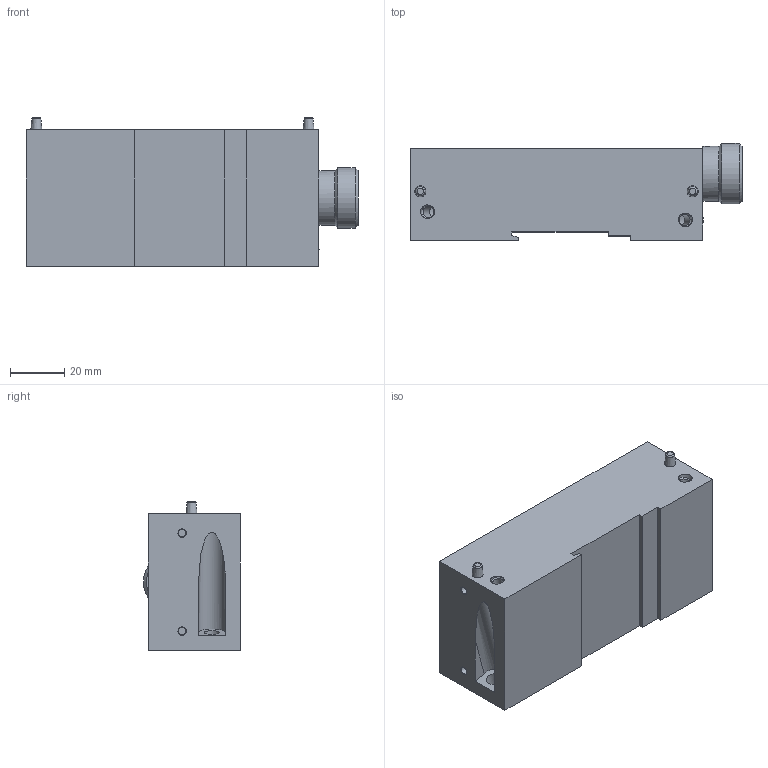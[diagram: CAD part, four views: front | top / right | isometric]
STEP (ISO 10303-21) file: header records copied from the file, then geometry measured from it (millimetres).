
FILE_DESCRIPTION(/* description */ ('STEP AP214'),/* implementation_level */ '2;1');
FILE_NAME(/* name */ '568956_CPX-M-GE-EV-S-7_8-CIP-4P',/* time_stamp */ '2024-08-07T20:52:26+02:00',/* author */ ('License CC BY-ND 4.0'),/* organization */ ('CADENAS'),/* preprocessor_version */ 'ST-DEVELOPER v19.3',/* originating_system */ 'PARTsolutions',/* authorisation */ ' ');
FILE_SCHEMA (('AUTOMOTIVE_DESIGN {1 0 10303 214 3 1 1}'));
Length unit declared in the file: millimetre
Products named in the file (1): 568956 CPX-M-GE-EV-S-7/8-CIP-4P---(0)
Bounding box: 121.95 x 35.61 x 54.55 mm (x, y, z)
Volume: 70803.2 mm3; surface area: 32320.8 mm2
Topology: 1 solids, 1 shells, 122 faces, 263 edges, 165 vertices
Faces by surface type: plane 51, cylinder 41, cone 22, torus 8
Full cylindrical faces by diameter (mm): 2 x4, 2.459 x4, 2.8 x2, 3.3 x4, 4.134 x2, 5 x4, 5.5 x2, 16.3 x1, 18.3 x1, 20.066 x1, 22.225 x1
Entity records: 3032 total; most frequent: DIRECTION 560, CARTESIAN_POINT 487, ORIENTED_EDGE 404, AXIS2_PLACEMENT_3D 235, FACE_BOUND 206, EDGE_LOOP 204, EDGE_CURVE 202, VERTEX_POINT 162
